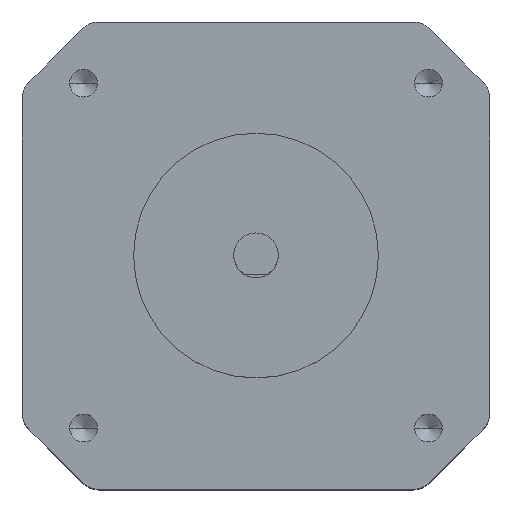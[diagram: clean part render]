
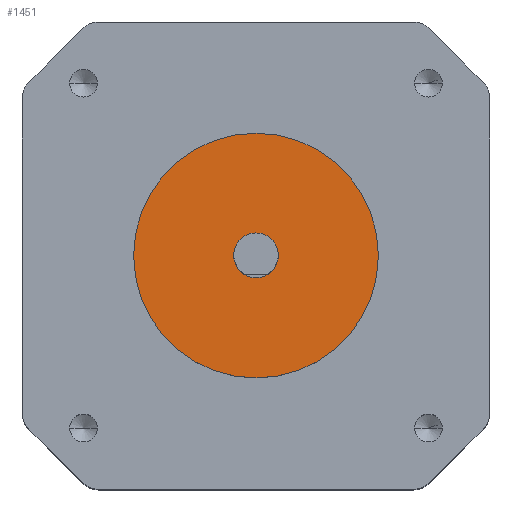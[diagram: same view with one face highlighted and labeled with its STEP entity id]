
A CAD part, top view. The second image highlights one B-rep face of the part: STEP entity #1451.
In plain terms, the highlighted planar face has unit normal (0, 0, 1).
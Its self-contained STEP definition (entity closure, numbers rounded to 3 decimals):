
#103 = ORIENTED_EDGE ( 'NONE', *, *, #340, .F. ) ;
#206 = DIRECTION ( 'NONE',  ( 1., 0., 0. ) ) ;
#219 = FACE_OUTER_BOUND ( 'NONE', #1387, .T. ) ;
#221 = AXIS2_PLACEMENT_3D ( 'NONE', #2533, #693, #2229 ) ;
#340 = EDGE_CURVE ( 'NONE', #896, #870, #879, .T. ) ;
#352 = CARTESIAN_POINT ( 'NONE',  ( 2., 0., 10. ) ) ;
#376 = ORIENTED_EDGE ( 'NONE', *, *, #2782, .F. ) ;
#516 = ORIENTED_EDGE ( 'NONE', *, *, #2253, .T. ) ;
#558 = CARTESIAN_POINT ( 'NONE',  ( 0., 0., 10. ) ) ;
#559 = CARTESIAN_POINT ( 'NONE',  ( 11., 0., 10. ) ) ;
#570 = CARTESIAN_POINT ( 'NONE',  ( -11., 0., 10. ) ) ;
#571 = DIRECTION ( 'NONE',  ( 0., 0., 1. ) ) ;
#693 = DIRECTION ( 'NONE',  ( 0., 0., 1. ) ) ;
#764 = FACE_BOUND ( 'NONE', #2355, .T. ) ;
#788 = DIRECTION ( 'NONE',  ( 1., 0., 0. ) ) ;
#794 = VERTEX_POINT ( 'NONE', #559 ) ;
#826 = VERTEX_POINT ( 'NONE', #570 ) ;
#827 = AXIS2_PLACEMENT_3D ( 'NONE', #2787, #1574, #206 ) ;
#856 = AXIS2_PLACEMENT_3D ( 'NONE', #558, #2102, #788 ) ;
#870 = VERTEX_POINT ( 'NONE', #352 ) ;
#871 = CIRCLE ( 'NONE', #827, 11. ) ;
#879 = CIRCLE ( 'NONE', #1085, 2. ) ;
#896 = VERTEX_POINT ( 'NONE', #1047 ) ;
#1047 = CARTESIAN_POINT ( 'NONE',  ( -2., 0., 10. ) ) ;
#1065 = CARTESIAN_POINT ( 'NONE',  ( 0., 0., 10. ) ) ;
#1069 = CIRCLE ( 'NONE', #856, 11. ) ;
#1085 = AXIS2_PLACEMENT_3D ( 'NONE', #1065, #2539, #1290 ) ;
#1104 = EDGE_CURVE ( 'NONE', #826, #794, #871, .T. ) ;
#1290 = DIRECTION ( 'NONE',  ( 1., 0., 0. ) ) ;
#1387 = EDGE_LOOP ( 'NONE', ( #2164, #516 ) ) ;
#1451 = ADVANCED_FACE ( 'NONE', ( #219, #764 ), #2314, .T. ) ;
#1574 = DIRECTION ( 'NONE',  ( 0., 0., 1. ) ) ;
#2102 = DIRECTION ( 'NONE',  ( 0., 0., 1. ) ) ;
#2113 = DIRECTION ( 'NONE',  ( 1., 0., 0. ) ) ;
#2164 = ORIENTED_EDGE ( 'NONE', *, *, #1104, .T. ) ;
#2229 = DIRECTION ( 'NONE',  ( 1., 0., 0. ) ) ;
#2245 = CIRCLE ( 'NONE', #221, 2. ) ;
#2253 = EDGE_CURVE ( 'NONE', #794, #826, #1069, .T. ) ;
#2314 = PLANE ( 'NONE',  #2451 ) ;
#2355 = EDGE_LOOP ( 'NONE', ( #103, #376 ) ) ;
#2451 = AXIS2_PLACEMENT_3D ( 'NONE', #2714, #571, #2113 ) ;
#2533 = CARTESIAN_POINT ( 'NONE',  ( 0., 0., 10. ) ) ;
#2539 = DIRECTION ( 'NONE',  ( 0., 0., 1. ) ) ;
#2714 = CARTESIAN_POINT ( 'NONE',  ( 0., 0., 10. ) ) ;
#2782 = EDGE_CURVE ( 'NONE', #870, #896, #2245, .T. ) ;
#2787 = CARTESIAN_POINT ( 'NONE',  ( 0., 0., 10. ) ) ;
